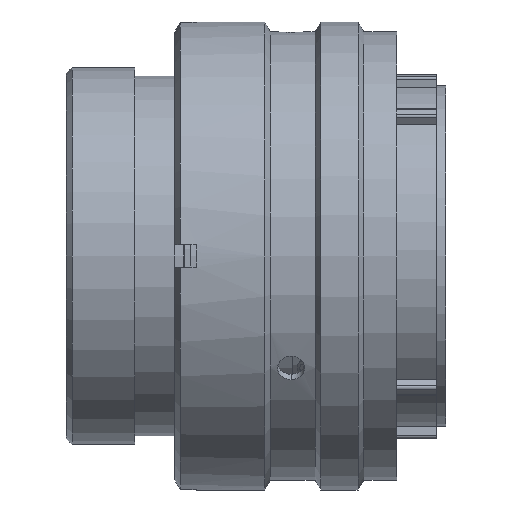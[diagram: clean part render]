
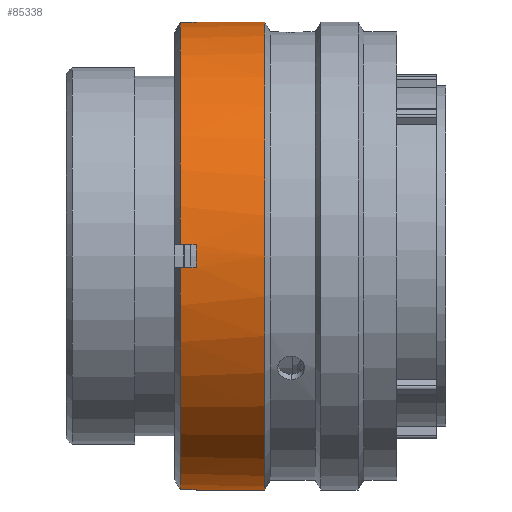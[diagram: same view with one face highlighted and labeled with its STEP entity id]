
A CAD part, front view. The second image highlights one B-rep face of the part: STEP entity #85338.
In plain terms, the highlighted cylindrical face has radius 20.6 mm (diameter 41.2 mm), a partial arc.
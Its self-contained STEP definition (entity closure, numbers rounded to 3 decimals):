
#1383 = VECTOR ( 'NONE', #24520, 1000. ) ;
#2972 = DIRECTION ( 'NONE',  ( 1., 0., 0. ) ) ;
#3955 = VERTEX_POINT ( 'NONE', #64494 ) ;
#5927 = DIRECTION ( 'NONE',  ( 1., 0., 0. ) ) ;
#6620 = AXIS2_PLACEMENT_3D ( 'NONE', #59641, #30875, #12360 ) ;
#8412 = CARTESIAN_POINT ( 'NONE',  ( 29.07, 0., 0. ) ) ;
#8479 = EDGE_LOOP ( 'NONE', ( #24771, #46896, #86414, #78878, #68149, #39127, #73557, #80200, #15245, #80759, #24897, #55907 ) ) ;
#10759 = EDGE_CURVE ( 'NONE', #69705, #47041, #57756, .T. ) ;
#11686 = EDGE_CURVE ( 'NONE', #37601, #81788, #47212, .T. ) ;
#12360 = DIRECTION ( 'NONE',  ( 0., 0., -1. ) ) ;
#12440 = CARTESIAN_POINT ( 'NONE',  ( 10.02, -1., -20.576 ) ) ;
#12754 = DIRECTION ( 'NONE',  ( 0., 0., -1. ) ) ;
#12928 = EDGE_CURVE ( 'NONE', #76857, #23701, #44681, .T. ) ;
#13191 = CARTESIAN_POINT ( 'NONE',  ( 10.02, 0., 0. ) ) ;
#14368 = AXIS2_PLACEMENT_3D ( 'NONE', #36921, #2972, #83418 ) ;
#15245 = ORIENTED_EDGE ( 'NONE', *, *, #51633, .T. ) ;
#16179 = CARTESIAN_POINT ( 'NONE',  ( 29.07, -20.576, 1. ) ) ;
#16727 = CARTESIAN_POINT ( 'NONE',  ( 10.02, -20.576, -1. ) ) ;
#18108 = VERTEX_POINT ( 'NONE', #26110 ) ;
#18581 = CARTESIAN_POINT ( 'NONE',  ( 29.07, -1., 20.576 ) ) ;
#20515 = EDGE_CURVE ( 'NONE', #18108, #23701, #26268, .T. ) ;
#22968 = DIRECTION ( 'NONE',  ( -1., 0., 0. ) ) ;
#23701 = VERTEX_POINT ( 'NONE', #41425 ) ;
#23935 = CARTESIAN_POINT ( 'NONE',  ( 10.02, -20.576, 1. ) ) ;
#24520 = DIRECTION ( 'NONE',  ( 1., 0., 0. ) ) ;
#24771 = ORIENTED_EDGE ( 'NONE', *, *, #54761, .F. ) ;
#24897 = ORIENTED_EDGE ( 'NONE', *, *, #20515, .T. ) ;
#26110 = CARTESIAN_POINT ( 'NONE',  ( 11.42, 0., -20.6 ) ) ;
#26268 = LINE ( 'NONE', #74062, #30659 ) ;
#26754 = CARTESIAN_POINT ( 'NONE',  ( 11.42, 0., 0. ) ) ;
#27092 = DIRECTION ( 'NONE',  ( 1., 0., 0. ) ) ;
#28709 = DIRECTION ( 'NONE',  ( 1., 0., 0. ) ) ;
#30128 = EDGE_CURVE ( 'NONE', #40801, #37601, #36143, .T. ) ;
#30232 = CARTESIAN_POINT ( 'NONE',  ( 11.42, -1., 20.576 ) ) ;
#30425 = EDGE_CURVE ( 'NONE', #54789, #18108, #79311, .T. ) ;
#30659 = VECTOR ( 'NONE', #53287, 1000. ) ;
#30875 = DIRECTION ( 'NONE',  ( 1., 0., 0. ) ) ;
#31807 = CIRCLE ( 'NONE', #48800, 20.6 ) ;
#32407 = AXIS2_PLACEMENT_3D ( 'NONE', #79720, #27092, #60675 ) ;
#32616 = VERTEX_POINT ( 'NONE', #59512 ) ;
#33326 = DIRECTION ( 'NONE',  ( 1., 0., 0. ) ) ;
#33438 = DIRECTION ( 'NONE',  ( 1., 0., 0. ) ) ;
#33551 = CYLINDRICAL_SURFACE ( 'NONE', #36325, 20.6 ) ;
#35259 = DIRECTION ( 'NONE',  ( 1., 0., 0. ) ) ;
#36143 = LINE ( 'NONE', #83531, #80746 ) ;
#36325 = AXIS2_PLACEMENT_3D ( 'NONE', #8412, #28709, #82650 ) ;
#36546 = DIRECTION ( 'NONE',  ( 0., 0., -1. ) ) ;
#36773 = CARTESIAN_POINT ( 'NONE',  ( 11.42, -20.576, -1. ) ) ;
#36921 = CARTESIAN_POINT ( 'NONE',  ( 11.42, 0., 0. ) ) ;
#37152 = CARTESIAN_POINT ( 'NONE',  ( 11.42, -20.576, 1. ) ) ;
#37601 = VERTEX_POINT ( 'NONE', #16727 ) ;
#38686 = CIRCLE ( 'NONE', #74094, 20.6 ) ;
#38894 = EDGE_CURVE ( 'NONE', #70822, #32616, #39682, .T. ) ;
#39127 = ORIENTED_EDGE ( 'NONE', *, *, #70138, .T. ) ;
#39682 = LINE ( 'NONE', #18581, #83312 ) ;
#40738 = LINE ( 'NONE', #80645, #85528 ) ;
#40801 = VERTEX_POINT ( 'NONE', #36773 ) ;
#41425 = CARTESIAN_POINT ( 'NONE',  ( 17.44, 0., -20.6 ) ) ;
#44681 = CIRCLE ( 'NONE', #6620, 20.6 ) ;
#46896 = ORIENTED_EDGE ( 'NONE', *, *, #64356, .T. ) ;
#47041 = VERTEX_POINT ( 'NONE', #37152 ) ;
#47212 = CIRCLE ( 'NONE', #55753, 20.6 ) ;
#48800 = AXIS2_PLACEMENT_3D ( 'NONE', #26754, #33326, #73676 ) ;
#49914 = CARTESIAN_POINT ( 'NONE',  ( 10.02, 0., 0. ) ) ;
#50193 = LINE ( 'NONE', #84235, #1383 ) ;
#51633 = EDGE_CURVE ( 'NONE', #81788, #54789, #40738, .T. ) ;
#52188 = DIRECTION ( 'NONE',  ( -1., 0., 0. ) ) ;
#53287 = DIRECTION ( 'NONE',  ( 1., 0., 0. ) ) ;
#54761 = EDGE_CURVE ( 'NONE', #3955, #76857, #50193, .T. ) ;
#54789 = VERTEX_POINT ( 'NONE', #66543 ) ;
#55753 = AXIS2_PLACEMENT_3D ( 'NONE', #49914, #35259, #36546 ) ;
#55907 = ORIENTED_EDGE ( 'NONE', *, *, #12928, .F. ) ;
#57756 = LINE ( 'NONE', #16179, #70262 ) ;
#58645 = EDGE_CURVE ( 'NONE', #32616, #69705, #38686, .T. ) ;
#59512 = CARTESIAN_POINT ( 'NONE',  ( 10.02, -1., 20.576 ) ) ;
#59641 = CARTESIAN_POINT ( 'NONE',  ( 17.44, 0., 0. ) ) ;
#60675 = DIRECTION ( 'NONE',  ( 0., 0., 1. ) ) ;
#60978 = CARTESIAN_POINT ( 'NONE',  ( 17.44, 0., 20.6 ) ) ;
#64356 = EDGE_CURVE ( 'NONE', #3955, #70822, #70607, .T. ) ;
#64494 = CARTESIAN_POINT ( 'NONE',  ( 11.42, 0., 20.6 ) ) ;
#66543 = CARTESIAN_POINT ( 'NONE',  ( 11.42, -1., -20.576 ) ) ;
#68149 = ORIENTED_EDGE ( 'NONE', *, *, #10759, .T. ) ;
#69705 = VERTEX_POINT ( 'NONE', #23935 ) ;
#70138 = EDGE_CURVE ( 'NONE', #47041, #40801, #31807, .T. ) ;
#70262 = VECTOR ( 'NONE', #84264, 1000. ) ;
#70607 = CIRCLE ( 'NONE', #32407, 20.6 ) ;
#70822 = VERTEX_POINT ( 'NONE', #30232 ) ;
#73459 = FACE_OUTER_BOUND ( 'NONE', #8479, .T. ) ;
#73557 = ORIENTED_EDGE ( 'NONE', *, *, #30128, .T. ) ;
#73676 = DIRECTION ( 'NONE',  ( 0., 0., 1. ) ) ;
#74062 = CARTESIAN_POINT ( 'NONE',  ( 29.07, 0., -20.6 ) ) ;
#74094 = AXIS2_PLACEMENT_3D ( 'NONE', #13191, #33438, #12754 ) ;
#76857 = VERTEX_POINT ( 'NONE', #60978 ) ;
#78878 = ORIENTED_EDGE ( 'NONE', *, *, #58645, .T. ) ;
#79311 = CIRCLE ( 'NONE', #14368, 20.6 ) ;
#79720 = CARTESIAN_POINT ( 'NONE',  ( 11.42, 0., 0. ) ) ;
#80200 = ORIENTED_EDGE ( 'NONE', *, *, #11686, .T. ) ;
#80645 = CARTESIAN_POINT ( 'NONE',  ( 29.07, -1., -20.576 ) ) ;
#80746 = VECTOR ( 'NONE', #22968, 1000. ) ;
#80759 = ORIENTED_EDGE ( 'NONE', *, *, #30425, .T. ) ;
#81788 = VERTEX_POINT ( 'NONE', #12440 ) ;
#82650 = DIRECTION ( 'NONE',  ( 0., 0., -1. ) ) ;
#83312 = VECTOR ( 'NONE', #52188, 1000. ) ;
#83418 = DIRECTION ( 'NONE',  ( 0., 0., 1. ) ) ;
#83531 = CARTESIAN_POINT ( 'NONE',  ( 29.07, -20.576, -1. ) ) ;
#84235 = CARTESIAN_POINT ( 'NONE',  ( 29.07, 0., 20.6 ) ) ;
#84264 = DIRECTION ( 'NONE',  ( 1., 0., 0. ) ) ;
#85338 = ADVANCED_FACE ( 'NONE', ( #73459 ), #33551, .T. ) ;
#85528 = VECTOR ( 'NONE', #5927, 1000. ) ;
#86414 = ORIENTED_EDGE ( 'NONE', *, *, #38894, .T. ) ;
